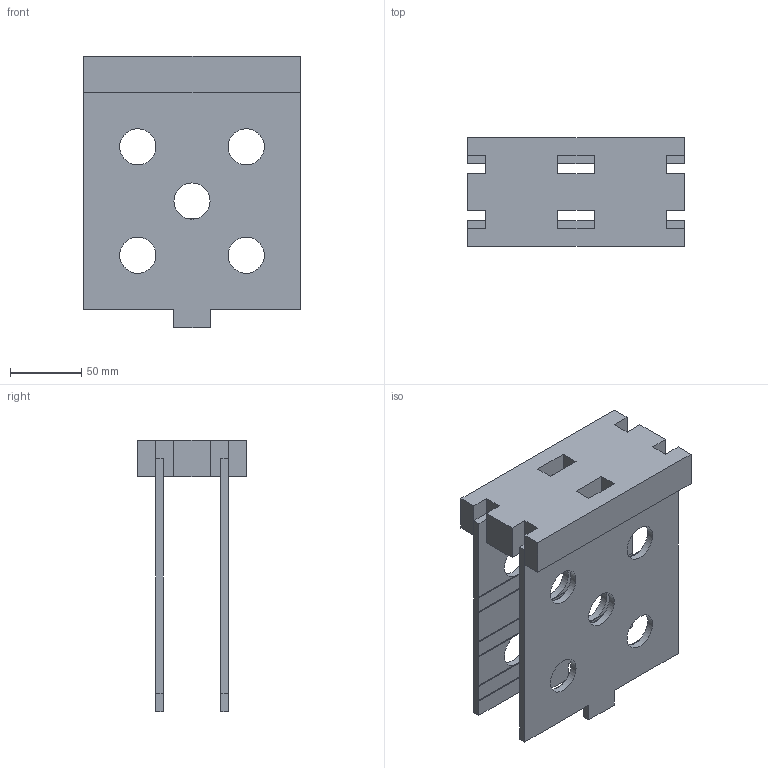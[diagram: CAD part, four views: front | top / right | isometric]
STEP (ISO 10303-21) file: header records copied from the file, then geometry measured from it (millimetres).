
FILE_DESCRIPTION(/* description */ (''),/* implementation_level */ '2;1');
FILE_NAME(/* name */ 'Toaster Heating Simulation Model.stp',/* time_stamp */ '2024-10-29T19:51:19-04:00',/* author */ ('jjk'),/* organization */ (''),/* preprocessor_version */ 'ST-DEVELOPER v20',/* originating_system */ 'Autodesk Inventor 2025',/* authorisation */ '');
FILE_SCHEMA (('AUTOMOTIVE_DESIGN { 1 0 10303 214 3 1 1 }'));
Length unit declared in the file: inch
Products named in the file (5): Toaster Heating Simulation Model; Base; Heating Plate; Heating board; flat 32 gauge nichrome wire
Assembly tree (16 placements, depth 3):
  Toaster Heating Simulation Model
    Base
    Heating board
    flat 32 gauge nichrome wire  x6
    Heating Plate
      Heating board
      flat 32 gauge nichrome wire  x6
Bounding box: 152.4 x 76.2 x 190.5 mm (x, y, z)
Volume: 482333.8 mm3; surface area: 138116.3 mm2
Topology: 15 solids, 15 shells, 148 faces, 354 edges, 236 vertices
Faces by surface type: plane 138, cylinder 10
Full cylindrical faces by diameter (mm): 25.4 x10
Entity records: 2120 total; most frequent: CARTESIAN_POINT 345, DIRECTION 329, ORIENTED_EDGE 318, EDGE_CURVE 159, LINE 149, VECTOR 149, VERTEX_POINT 106, AXIS2_PLACEMENT_3D 90
